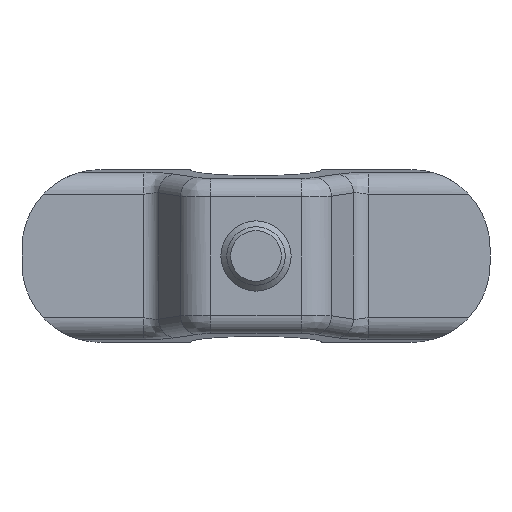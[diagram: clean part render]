
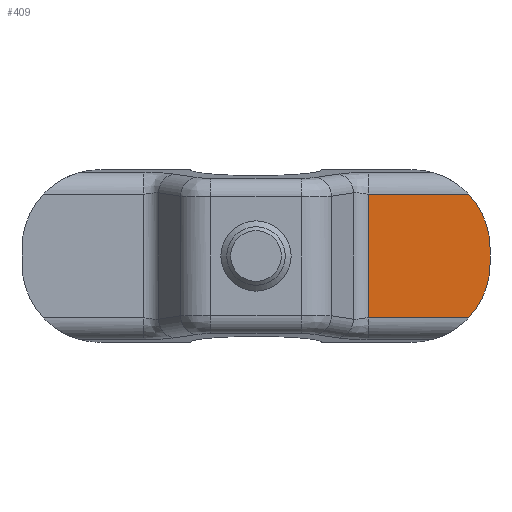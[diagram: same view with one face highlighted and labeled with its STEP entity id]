
A CAD part, front view. The second image highlights one B-rep face of the part: STEP entity #409.
In plain terms, the highlighted planar face has unit normal (0, -1, 0).
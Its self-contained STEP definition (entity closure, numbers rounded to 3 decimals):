
#41 = CARTESIAN_POINT ( 'NONE',  ( 34.608, -7.937, -10.077 ) ) ;
#123 = CIRCLE ( 'NONE', #3835, 12.7 ) ;
#148 = PLANE ( 'NONE',  #2889 ) ;
#182 = CARTESIAN_POINT ( 'NONE',  ( 38.1, -7.937, -1.329 ) ) ;
#191 = DIRECTION ( 'NONE',  ( 1., 0., 0. ) ) ;
#292 = CARTESIAN_POINT ( 'NONE',  ( 18.294, -7.938, 10.077 ) ) ;
#409 = ADVANCED_FACE ( 'NONE', ( #3495 ), #148, .T. ) ;
#512 = LINE ( 'NONE', #517, #2122 ) ;
#517 = CARTESIAN_POINT ( 'NONE',  ( 48.003, -7.937, -10.077 ) ) ;
#539 = ORIENTED_EDGE ( 'NONE', *, *, #2489, .T. ) ;
#542 = CARTESIAN_POINT ( 'NONE',  ( 16.681, -7.938, 9.525 ) ) ;
#624 = ORIENTED_EDGE ( 'NONE', *, *, #3898, .T. ) ;
#702 = VECTOR ( 'NONE', #1288, 1000. ) ;
#770 = CIRCLE ( 'NONE', #3582, 12.7 ) ;
#777 = DIRECTION ( 'NONE',  ( 0., 0., 1. ) ) ;
#809 = VERTEX_POINT ( 'NONE', #1339 ) ;
#864 = EDGE_CURVE ( 'NONE', #1632, #809, #3143, .T. ) ;
#1021 = EDGE_LOOP ( 'NONE', ( #539, #2696, #1607, #1560, #2034, #624 ) ) ;
#1126 = DIRECTION ( 'NONE',  ( 1., 0., 0. ) ) ;
#1288 = DIRECTION ( 'NONE',  ( 0., 0., -1. ) ) ;
#1339 = CARTESIAN_POINT ( 'NONE',  ( 38.1, -7.937, 1.329 ) ) ;
#1492 = EDGE_CURVE ( 'NONE', #2768, #809, #770, .T. ) ;
#1560 = ORIENTED_EDGE ( 'NONE', *, *, #864, .T. ) ;
#1584 = VECTOR ( 'NONE', #1957, 1000. ) ;
#1607 = ORIENTED_EDGE ( 'NONE', *, *, #2410, .F. ) ;
#1632 = VERTEX_POINT ( 'NONE', #182 ) ;
#1637 = CARTESIAN_POINT ( 'NONE',  ( 48.003, -7.937, 10.077 ) ) ;
#1899 = DIRECTION ( 'NONE',  ( 1., 0., 0. ) ) ;
#1915 = CARTESIAN_POINT ( 'NONE',  ( 25.4, -7.937, 1.329 ) ) ;
#1957 = DIRECTION ( 'NONE',  ( -1., 0., 0. ) ) ;
#1973 = CARTESIAN_POINT ( 'NONE',  ( 38.1, -7.937, 13.335 ) ) ;
#2034 = ORIENTED_EDGE ( 'NONE', *, *, #1492, .F. ) ;
#2062 = DIRECTION ( 'NONE',  ( 0., 1., 0. ) ) ;
#2122 = VECTOR ( 'NONE', #1126, 1000. ) ;
#2125 = VERTEX_POINT ( 'NONE', #41 ) ;
#2223 = LINE ( 'NONE', #1637, #1584 ) ;
#2345 = VECTOR ( 'NONE', #777, 1000. ) ;
#2400 = CARTESIAN_POINT ( 'NONE',  ( 34.608, -7.937, 10.077 ) ) ;
#2404 = EDGE_CURVE ( 'NONE', #3933, #2125, #512, .T. ) ;
#2410 = EDGE_CURVE ( 'NONE', #1632, #2125, #123, .T. ) ;
#2489 = EDGE_CURVE ( 'NONE', #3160, #3933, #3998, .T. ) ;
#2696 = ORIENTED_EDGE ( 'NONE', *, *, #2404, .T. ) ;
#2740 = DIRECTION ( 'NONE',  ( 1., 0., 0. ) ) ;
#2768 = VERTEX_POINT ( 'NONE', #2400 ) ;
#2889 = AXIS2_PLACEMENT_3D ( 'NONE', #542, #3570, #2740 ) ;
#3143 = LINE ( 'NONE', #1973, #2345 ) ;
#3160 = VERTEX_POINT ( 'NONE', #292 ) ;
#3495 = FACE_OUTER_BOUND ( 'NONE', #1021, .T. ) ;
#3538 = CARTESIAN_POINT ( 'NONE',  ( 18.294, -7.938, -10.077 ) ) ;
#3570 = DIRECTION ( 'NONE',  ( 0., -1., 0. ) ) ;
#3582 = AXIS2_PLACEMENT_3D ( 'NONE', #1915, #3710, #1899 ) ;
#3710 = DIRECTION ( 'NONE',  ( 0., 1., 0. ) ) ;
#3835 = AXIS2_PLACEMENT_3D ( 'NONE', #3906, #2062, #191 ) ;
#3898 = EDGE_CURVE ( 'NONE', #2768, #3160, #2223, .T. ) ;
#3906 = CARTESIAN_POINT ( 'NONE',  ( 25.4, -7.937, -1.329 ) ) ;
#3933 = VERTEX_POINT ( 'NONE', #3538 ) ;
#3998 = LINE ( 'NONE', #4024, #702 ) ;
#4024 = CARTESIAN_POINT ( 'NONE',  ( 18.294, -7.938, -9.525 ) ) ;
